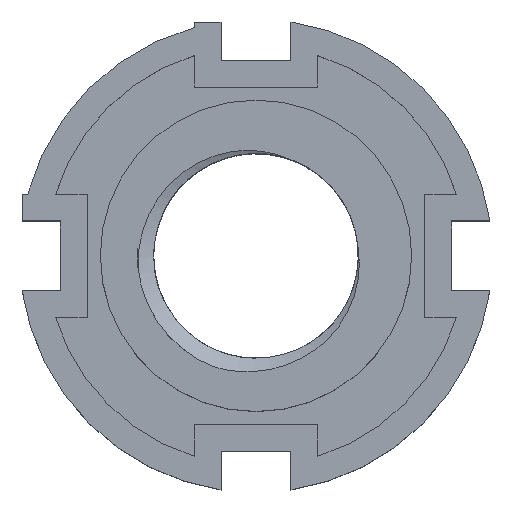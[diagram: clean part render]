
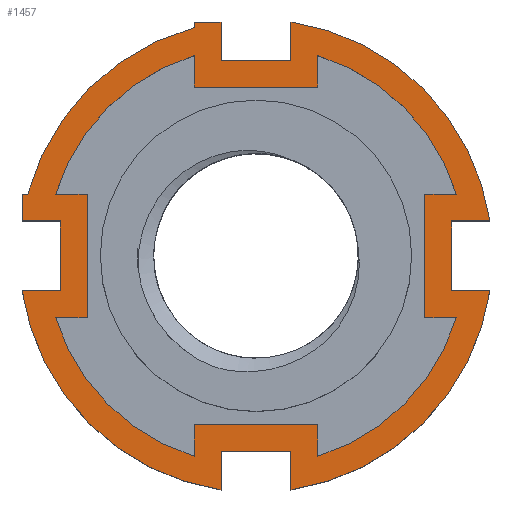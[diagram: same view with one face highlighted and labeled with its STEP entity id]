
A CAD part, top view. The second image highlights one B-rep face of the part: STEP entity #1457.
In plain terms, the highlighted planar face has unit normal (0, 0, 1).
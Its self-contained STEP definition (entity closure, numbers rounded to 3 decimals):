
#20=FACE_BOUND('',#210,.T.);
#52=PLANE('',#1574);
#127=FACE_OUTER_BOUND('',#209,.T.);
#209=EDGE_LOOP('',(#1262,#1263,#1264,#1265,#1266,#1267,#1268,#1269,#1270,
#1271,#1272,#1273,#1274,#1275,#1276,#1277,#1278,#1279,#1280,#1281));
#210=EDGE_LOOP('',(#1282,#1283,#1284,#1285,#1286,#1287,#1288,#1289,#1290,
#1291,#1292,#1293,#1294,#1295,#1296,#1297));
#253=CIRCLE('',#1556,10.14);
#254=CIRCLE('',#1561,10.14);
#255=CIRCLE('',#1565,8.99);
#256=CIRCLE('',#1570,8.99);
#257=CIRCLE('',#1575,10.14);
#258=CIRCLE('',#1576,10.14);
#259=CIRCLE('',#1577,8.99);
#260=CIRCLE('',#1578,8.99);
#379=LINE('',#3822,#526);
#382=LINE('',#3827,#529);
#384=LINE('',#3831,#531);
#387=LINE('',#3839,#534);
#389=LINE('',#3843,#536);
#391=LINE('',#3847,#538);
#395=LINE('',#3858,#542);
#398=LINE('',#3863,#545);
#401=LINE('',#3871,#548);
#403=LINE('',#3875,#550);
#405=LINE('',#3879,#552);
#408=LINE('',#3887,#555);
#409=LINE('',#3890,#556);
#411=LINE('',#3893,#558);
#412=LINE('',#3896,#559);
#413=LINE('',#3898,#560);
#414=LINE('',#3900,#561);
#415=LINE('',#3902,#562);
#416=LINE('',#3904,#563);
#417=LINE('',#3908,#564);
#418=LINE('',#3910,#565);
#419=LINE('',#3912,#566);
#420=LINE('',#3915,#567);
#421=LINE('',#3917,#568);
#422=LINE('',#3921,#569);
#423=LINE('',#3923,#570);
#424=LINE('',#3925,#571);
#425=LINE('',#3928,#572);
#526=VECTOR('',#1809,10.);
#529=VECTOR('',#1814,10.);
#531=VECTOR('',#1818,10.);
#534=VECTOR('',#1827,10.);
#536=VECTOR('',#1831,10.);
#538=VECTOR('',#1835,10.);
#542=VECTOR('',#1845,10.);
#545=VECTOR('',#1850,10.);
#548=VECTOR('',#1859,10.);
#550=VECTOR('',#1863,10.);
#552=VECTOR('',#1867,10.);
#555=VECTOR('',#1876,10.);
#556=VECTOR('',#1879,10.);
#558=VECTOR('',#1883,10.);
#559=VECTOR('',#1886,10.);
#560=VECTOR('',#1887,10.);
#561=VECTOR('',#1888,10.);
#562=VECTOR('',#1889,10.);
#563=VECTOR('',#1890,10.);
#564=VECTOR('',#1893,10.);
#565=VECTOR('',#1894,10.);
#566=VECTOR('',#1895,10.);
#567=VECTOR('',#1898,10.);
#568=VECTOR('',#1899,10.);
#569=VECTOR('',#1902,10.);
#570=VECTOR('',#1903,10.);
#571=VECTOR('',#1904,10.);
#572=VECTOR('',#1907,10.);
#695=VERTEX_POINT('',#3819);
#696=VERTEX_POINT('',#3821);
#697=VERTEX_POINT('',#3825);
#698=VERTEX_POINT('',#3829);
#699=VERTEX_POINT('',#3833);
#700=VERTEX_POINT('',#3837);
#701=VERTEX_POINT('',#3841);
#702=VERTEX_POINT('',#3845);
#703=VERTEX_POINT('',#3849);
#704=VERTEX_POINT('',#3851);
#705=VERTEX_POINT('',#3855);
#706=VERTEX_POINT('',#3857);
#707=VERTEX_POINT('',#3861);
#708=VERTEX_POINT('',#3865);
#709=VERTEX_POINT('',#3869);
#710=VERTEX_POINT('',#3873);
#711=VERTEX_POINT('',#3877);
#712=VERTEX_POINT('',#3881);
#713=VERTEX_POINT('',#3885);
#714=VERTEX_POINT('',#3889);
#715=VERTEX_POINT('',#3895);
#716=VERTEX_POINT('',#3897);
#717=VERTEX_POINT('',#3899);
#718=VERTEX_POINT('',#3901);
#719=VERTEX_POINT('',#3903);
#720=VERTEX_POINT('',#3905);
#721=VERTEX_POINT('',#3907);
#722=VERTEX_POINT('',#3909);
#723=VERTEX_POINT('',#3911);
#724=VERTEX_POINT('',#3914);
#725=VERTEX_POINT('',#3916);
#726=VERTEX_POINT('',#3918);
#727=VERTEX_POINT('',#3920);
#728=VERTEX_POINT('',#3922);
#729=VERTEX_POINT('',#3924);
#730=VERTEX_POINT('',#3926);
#873=EDGE_CURVE('',#696,#695,#379,.T.);
#876=EDGE_CURVE('',#695,#697,#382,.T.);
#878=EDGE_CURVE('',#697,#698,#384,.T.);
#880=EDGE_CURVE('',#698,#699,#253,.T.);
#882=EDGE_CURVE('',#699,#700,#387,.T.);
#884=EDGE_CURVE('',#700,#701,#389,.T.);
#886=EDGE_CURVE('',#701,#702,#391,.T.);
#888=EDGE_CURVE('',#704,#703,#254,.T.);
#891=EDGE_CURVE('',#705,#706,#395,.T.);
#894=EDGE_CURVE('',#707,#705,#398,.T.);
#896=EDGE_CURVE('',#708,#707,#255,.T.);
#898=EDGE_CURVE('',#709,#708,#401,.T.);
#900=EDGE_CURVE('',#710,#709,#403,.T.);
#902=EDGE_CURVE('',#711,#710,#405,.T.);
#904=EDGE_CURVE('',#712,#711,#256,.T.);
#906=EDGE_CURVE('',#713,#712,#408,.T.);
#907=EDGE_CURVE('',#704,#714,#409,.T.);
#909=EDGE_CURVE('',#714,#702,#411,.T.);
#910=EDGE_CURVE('',#715,#703,#412,.T.);
#911=EDGE_CURVE('',#715,#716,#413,.T.);
#912=EDGE_CURVE('',#716,#717,#414,.T.);
#913=EDGE_CURVE('',#717,#718,#415,.T.);
#914=EDGE_CURVE('',#718,#719,#416,.T.);
#915=EDGE_CURVE('',#719,#720,#257,.T.);
#916=EDGE_CURVE('',#720,#721,#417,.T.);
#917=EDGE_CURVE('',#721,#722,#418,.T.);
#918=EDGE_CURVE('',#722,#723,#419,.T.);
#919=EDGE_CURVE('',#723,#696,#258,.T.);
#920=EDGE_CURVE('',#724,#713,#420,.T.);
#921=EDGE_CURVE('',#725,#724,#421,.T.);
#922=EDGE_CURVE('',#726,#725,#259,.T.);
#923=EDGE_CURVE('',#727,#726,#422,.T.);
#924=EDGE_CURVE('',#728,#727,#423,.T.);
#925=EDGE_CURVE('',#729,#728,#424,.T.);
#926=EDGE_CURVE('',#730,#729,#260,.T.);
#927=EDGE_CURVE('',#706,#730,#425,.T.);
#1262=ORIENTED_EDGE('',*,*,#910,.F.);
#1263=ORIENTED_EDGE('',*,*,#911,.T.);
#1264=ORIENTED_EDGE('',*,*,#912,.T.);
#1265=ORIENTED_EDGE('',*,*,#913,.T.);
#1266=ORIENTED_EDGE('',*,*,#914,.T.);
#1267=ORIENTED_EDGE('',*,*,#915,.T.);
#1268=ORIENTED_EDGE('',*,*,#916,.T.);
#1269=ORIENTED_EDGE('',*,*,#917,.T.);
#1270=ORIENTED_EDGE('',*,*,#918,.T.);
#1271=ORIENTED_EDGE('',*,*,#919,.T.);
#1272=ORIENTED_EDGE('',*,*,#873,.T.);
#1273=ORIENTED_EDGE('',*,*,#876,.T.);
#1274=ORIENTED_EDGE('',*,*,#878,.T.);
#1275=ORIENTED_EDGE('',*,*,#880,.T.);
#1276=ORIENTED_EDGE('',*,*,#882,.T.);
#1277=ORIENTED_EDGE('',*,*,#884,.T.);
#1278=ORIENTED_EDGE('',*,*,#886,.T.);
#1279=ORIENTED_EDGE('',*,*,#909,.F.);
#1280=ORIENTED_EDGE('',*,*,#907,.F.);
#1281=ORIENTED_EDGE('',*,*,#888,.T.);
#1282=ORIENTED_EDGE('',*,*,#896,.F.);
#1283=ORIENTED_EDGE('',*,*,#898,.F.);
#1284=ORIENTED_EDGE('',*,*,#900,.F.);
#1285=ORIENTED_EDGE('',*,*,#902,.F.);
#1286=ORIENTED_EDGE('',*,*,#904,.F.);
#1287=ORIENTED_EDGE('',*,*,#906,.F.);
#1288=ORIENTED_EDGE('',*,*,#920,.F.);
#1289=ORIENTED_EDGE('',*,*,#921,.F.);
#1290=ORIENTED_EDGE('',*,*,#922,.F.);
#1291=ORIENTED_EDGE('',*,*,#923,.F.);
#1292=ORIENTED_EDGE('',*,*,#924,.F.);
#1293=ORIENTED_EDGE('',*,*,#925,.F.);
#1294=ORIENTED_EDGE('',*,*,#926,.F.);
#1295=ORIENTED_EDGE('',*,*,#927,.F.);
#1296=ORIENTED_EDGE('',*,*,#891,.F.);
#1297=ORIENTED_EDGE('',*,*,#894,.F.);
#1457=ADVANCED_FACE('',(#127,#20),#52,.F.);
#1556=AXIS2_PLACEMENT_3D('',#3835,#1822,#1823);
#1561=AXIS2_PLACEMENT_3D('',#3852,#1839,#1840);
#1565=AXIS2_PLACEMENT_3D('',#3867,#1854,#1855);
#1570=AXIS2_PLACEMENT_3D('',#3883,#1871,#1872);
#1574=AXIS2_PLACEMENT_3D('',#3894,#1884,#1885);
#1575=AXIS2_PLACEMENT_3D('',#3906,#1891,#1892);
#1576=AXIS2_PLACEMENT_3D('',#3913,#1896,#1897);
#1577=AXIS2_PLACEMENT_3D('',#3919,#1900,#1901);
#1578=AXIS2_PLACEMENT_3D('',#3927,#1905,#1906);
#1809=DIRECTION('',(-1.,0.,0.));
#1814=DIRECTION('',(0.,1.,0.));
#1818=DIRECTION('',(1.,0.,0.));
#1822=DIRECTION('center_axis',(0.,0.,1.));
#1823=DIRECTION('ref_axis',(0.989,0.148,0.));
#1827=DIRECTION('',(0.,-1.,0.));
#1831=DIRECTION('',(-1.,0.,0.));
#1835=DIRECTION('',(0.,1.,0.));
#1839=DIRECTION('center_axis',(0.,0.,1.));
#1840=DIRECTION('ref_axis',(-0.148,0.989,0.));
#1845=DIRECTION('',(0.,-1.,0.));
#1850=DIRECTION('',(1.,0.,0.));
#1854=DIRECTION('center_axis',(0.,0.,1.));
#1855=DIRECTION('ref_axis',(-0.148,0.989,0.));
#1859=DIRECTION('',(0.,1.,0.));
#1863=DIRECTION('',(-1.,0.,0.));
#1867=DIRECTION('',(0.,-1.,0.));
#1871=DIRECTION('center_axis',(0.,0.,1.));
#1872=DIRECTION('ref_axis',(0.989,0.148,0.));
#1876=DIRECTION('',(1.,0.,0.));
#1879=DIRECTION('',(0.,1.,0.));
#1883=DIRECTION('',(1.,0.,0.));
#1884=DIRECTION('center_axis',(0.,0.,-1.));
#1885=DIRECTION('ref_axis',(-1.,0.,0.));
#1886=DIRECTION('',(1.,0.,0.));
#1887=DIRECTION('',(0.,-1.,0.));
#1888=DIRECTION('',(1.,0.,0.));
#1889=DIRECTION('',(0.,-1.,0.));
#1890=DIRECTION('',(-1.,0.,0.));
#1891=DIRECTION('center_axis',(0.,0.,1.));
#1892=DIRECTION('ref_axis',(-0.989,-0.148,0.));
#1893=DIRECTION('',(0.,1.,0.));
#1894=DIRECTION('',(1.,0.,0.));
#1895=DIRECTION('',(0.,-1.,0.));
#1896=DIRECTION('center_axis',(0.,0.,1.));
#1897=DIRECTION('ref_axis',(0.148,-0.989,0.));
#1898=DIRECTION('',(0.,1.,0.));
#1899=DIRECTION('',(-1.,0.,0.));
#1900=DIRECTION('center_axis',(0.,0.,1.));
#1901=DIRECTION('ref_axis',(0.148,-0.989,0.));
#1902=DIRECTION('',(0.,-1.,0.));
#1903=DIRECTION('',(1.,0.,0.));
#1904=DIRECTION('',(0.,1.,0.));
#1905=DIRECTION('center_axis',(0.,0.,1.));
#1906=DIRECTION('ref_axis',(-0.989,-0.148,0.));
#1907=DIRECTION('',(-1.,0.,0.));
#3819=CARTESIAN_POINT('',(8.39,-1.5,2.5));
#3821=CARTESIAN_POINT('',(10.028,-1.5,2.5));
#3822=CARTESIAN_POINT('',(8.39,-1.5,2.5));
#3825=CARTESIAN_POINT('',(8.39,1.5,2.5));
#3827=CARTESIAN_POINT('',(8.39,1.5,2.5));
#3829=CARTESIAN_POINT('',(10.028,1.5,2.5));
#3831=CARTESIAN_POINT('',(8.39,1.5,2.5));
#3833=CARTESIAN_POINT('',(1.5,10.028,2.5));
#3835=CARTESIAN_POINT('Origin',(0.,0.,2.5));
#3837=CARTESIAN_POINT('',(1.5,8.39,2.5));
#3839=CARTESIAN_POINT('',(1.5,10.028,2.5));
#3841=CARTESIAN_POINT('',(-1.5,8.39,2.5));
#3843=CARTESIAN_POINT('',(-1.5,8.39,2.5));
#3845=CARTESIAN_POINT('',(-1.5,10.028,2.5));
#3847=CARTESIAN_POINT('',(-1.5,10.028,2.5));
#3849=CARTESIAN_POINT('',(-9.788,2.65,2.5));
#3851=CARTESIAN_POINT('',(-2.65,9.788,2.5));
#3852=CARTESIAN_POINT('Origin',(0.,0.,2.5));
#3855=CARTESIAN_POINT('',(-7.24,2.65,2.5));
#3857=CARTESIAN_POINT('',(-7.24,-2.65,2.5));
#3858=CARTESIAN_POINT('',(-7.24,1.5,2.5));
#3861=CARTESIAN_POINT('',(-8.591,2.65,2.5));
#3863=CARTESIAN_POINT('',(-10.028,2.65,2.5));
#3865=CARTESIAN_POINT('',(-2.65,8.591,2.5));
#3867=CARTESIAN_POINT('Origin',(0.,0.,2.5));
#3869=CARTESIAN_POINT('',(-2.65,7.24,2.5));
#3871=CARTESIAN_POINT('',(-2.65,10.028,2.5));
#3873=CARTESIAN_POINT('',(2.65,7.24,2.5));
#3875=CARTESIAN_POINT('',(-1.5,7.24,2.5));
#3877=CARTESIAN_POINT('',(2.65,8.591,2.5));
#3879=CARTESIAN_POINT('',(2.65,10.028,2.5));
#3881=CARTESIAN_POINT('',(8.591,2.65,2.5));
#3883=CARTESIAN_POINT('Origin',(0.,0.,2.5));
#3885=CARTESIAN_POINT('',(7.24,2.65,2.5));
#3887=CARTESIAN_POINT('',(8.39,2.65,2.5));
#3889=CARTESIAN_POINT('',(-2.65,10.028,2.5));
#3890=CARTESIAN_POINT('',(-2.65,10.028,2.5));
#3893=CARTESIAN_POINT('',(-1.5,10.028,2.5));
#3894=CARTESIAN_POINT('Origin',(-1.5,-9.209,2.5));
#3895=CARTESIAN_POINT('',(-10.028,2.65,2.5));
#3896=CARTESIAN_POINT('',(-10.028,2.65,2.5));
#3897=CARTESIAN_POINT('',(-10.028,1.5,2.5));
#3898=CARTESIAN_POINT('',(-10.028,1.5,2.5));
#3899=CARTESIAN_POINT('',(-8.39,1.5,2.5));
#3900=CARTESIAN_POINT('',(-10.028,1.5,2.5));
#3901=CARTESIAN_POINT('',(-8.39,-1.5,2.5));
#3902=CARTESIAN_POINT('',(-8.39,1.5,2.5));
#3903=CARTESIAN_POINT('',(-10.028,-1.5,2.5));
#3904=CARTESIAN_POINT('',(-10.028,-1.5,2.5));
#3905=CARTESIAN_POINT('',(-1.5,-10.028,2.5));
#3906=CARTESIAN_POINT('Origin',(0.,0.,2.5));
#3907=CARTESIAN_POINT('',(-1.5,-8.39,2.5));
#3908=CARTESIAN_POINT('',(-1.5,-8.39,2.5));
#3909=CARTESIAN_POINT('',(1.5,-8.39,2.5));
#3910=CARTESIAN_POINT('',(-1.5,-8.39,2.5));
#3911=CARTESIAN_POINT('',(1.5,-10.028,2.5));
#3912=CARTESIAN_POINT('',(1.5,-8.39,2.5));
#3913=CARTESIAN_POINT('Origin',(0.,0.,2.5));
#3914=CARTESIAN_POINT('',(7.24,-2.65,2.5));
#3915=CARTESIAN_POINT('',(7.24,1.5,2.5));
#3916=CARTESIAN_POINT('',(8.591,-2.65,2.5));
#3917=CARTESIAN_POINT('',(8.39,-2.65,2.5));
#3918=CARTESIAN_POINT('',(2.65,-8.591,2.5));
#3919=CARTESIAN_POINT('Origin',(0.,0.,2.5));
#3920=CARTESIAN_POINT('',(2.65,-7.24,2.5));
#3921=CARTESIAN_POINT('',(2.65,-8.39,2.5));
#3922=CARTESIAN_POINT('',(-2.65,-7.24,2.5));
#3923=CARTESIAN_POINT('',(-1.5,-7.24,2.5));
#3924=CARTESIAN_POINT('',(-2.65,-8.591,2.5));
#3925=CARTESIAN_POINT('',(-2.65,-8.39,2.5));
#3926=CARTESIAN_POINT('',(-8.591,-2.65,2.5));
#3927=CARTESIAN_POINT('Origin',(0.,0.,2.5));
#3928=CARTESIAN_POINT('',(-10.028,-2.65,2.5));
